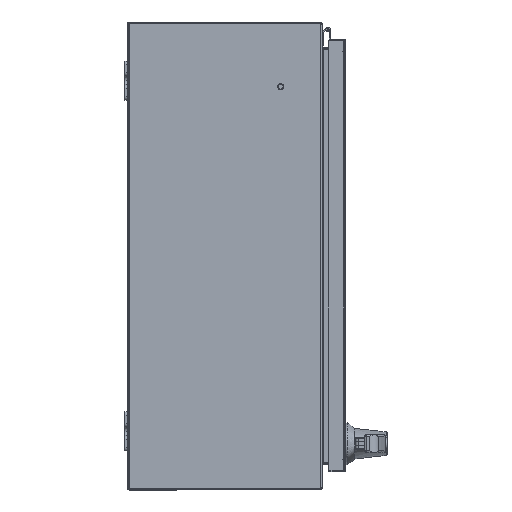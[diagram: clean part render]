
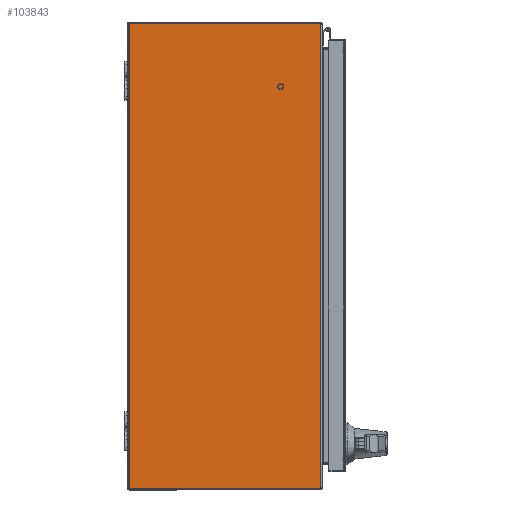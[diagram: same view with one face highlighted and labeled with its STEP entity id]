
A CAD part, front view. The second image highlights one B-rep face of the part: STEP entity #103843.
In plain terms, the highlighted face is planar.
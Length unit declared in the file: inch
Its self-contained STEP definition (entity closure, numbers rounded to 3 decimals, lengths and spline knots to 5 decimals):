
#263 = EDGE_CURVE ( 'NONE', #60835, #74563, #16473, .T. ) ;
#4861 = DIRECTION ( 'NONE',  ( -1., 0., 0. ) ) ;
#5239 = EDGE_CURVE ( 'NONE', #29474, #86825, #61174, .T. ) ;
#15054 = ORIENTED_EDGE ( 'NONE', *, *, #59112, .F. ) ;
#15349 = LINE ( 'NONE', #87721, #106184 ) ;
#16435 = VECTOR ( 'NONE', #92262, 39.37008 ) ;
#16473 = LINE ( 'NONE', #22409, #34331 ) ;
#17452 = CARTESIAN_POINT ( 'NONE',  ( -83.406, 0., -18. ) ) ;
#20267 = ORIENTED_EDGE ( 'NONE', *, *, #5239, .F. ) ;
#22409 = CARTESIAN_POINT ( 'NONE',  ( -83.406, -0.108, -18. ) ) ;
#24677 = LINE ( 'NONE', #39215, #16435 ) ;
#29474 = VERTEX_POINT ( 'NONE', #50514 ) ;
#31019 = CARTESIAN_POINT ( 'NONE',  ( -11.82789, -9.85858, -18. ) ) ;
#34331 = VECTOR ( 'NONE', #4861, 39.37008 ) ;
#35272 = DIRECTION ( 'NONE',  ( 0., 0., 1. ) ) ;
#39215 = CARTESIAN_POINT ( 'NONE',  ( -11.92789, 39.37008, -18. ) ) ;
#39937 = DIRECTION ( 'NONE',  ( -1., 0., 0. ) ) ;
#40968 = PLANE ( 'NONE',  #42425 ) ;
#42425 = AXIS2_PLACEMENT_3D ( 'NONE', #17452, #42869, #52873 ) ;
#42869 = DIRECTION ( 'NONE',  ( 0., 0., 1. ) ) ;
#43057 = CARTESIAN_POINT ( 'NONE',  ( -11.92789, -0.108, -18. ) ) ;
#44479 = CARTESIAN_POINT ( 'NONE',  ( -11.92789, -9.85858, -18. ) ) ;
#46811 = AXIS2_PLACEMENT_3D ( 'NONE', #88703, #35272, #88324 ) ;
#47726 = ORIENTED_EDGE ( 'NONE', *, *, #52044, .F. ) ;
#48240 = CARTESIAN_POINT ( 'NONE',  ( 11.92789, -0.108, -18. ) ) ;
#50514 = CARTESIAN_POINT ( 'NONE',  ( 11.92214, -9.892, -18. ) ) ;
#51165 = ORIENTED_EDGE ( 'NONE', *, *, #94972, .T. ) ;
#51913 = CIRCLE ( 'NONE', #85451, 0.1 ) ;
#52044 = EDGE_CURVE ( 'NONE', #102295, #73924, #51913, .T. ) ;
#52873 = DIRECTION ( 'NONE',  ( 1., 0., 0. ) ) ;
#58433 = DIRECTION ( 'NONE',  ( 0., 0., 1. ) ) ;
#59112 = EDGE_CURVE ( 'NONE', #74563, #102295, #24677, .T. ) ;
#60835 = VERTEX_POINT ( 'NONE', #48240 ) ;
#61174 = CIRCLE ( 'NONE', #46811, 0.1 ) ;
#61818 = EDGE_LOOP ( 'NONE', ( #20267, #91781, #47726, #15054, #75700, #51165 ) ) ;
#73924 = VERTEX_POINT ( 'NONE', #86378 ) ;
#74563 = VERTEX_POINT ( 'NONE', #43057 ) ;
#75700 = ORIENTED_EDGE ( 'NONE', *, *, #263, .F. ) ;
#78527 = DIRECTION ( 'NONE',  ( 1., 0., 0. ) ) ;
#81756 = CARTESIAN_POINT ( 'NONE',  ( 11.92789, 39.37008, -18. ) ) ;
#85451 = AXIS2_PLACEMENT_3D ( 'NONE', #31019, #58433, #39937 ) ;
#85920 = EDGE_CURVE ( 'NONE', #73924, #29474, #15349, .T. ) ;
#86378 = CARTESIAN_POINT ( 'NONE',  ( -11.92214, -9.892, -18. ) ) ;
#86825 = VERTEX_POINT ( 'NONE', #112254 ) ;
#87312 = FACE_OUTER_BOUND ( 'NONE', #61818, .T. ) ;
#87721 = CARTESIAN_POINT ( 'NONE',  ( -83.406, -9.892, -18. ) ) ;
#88324 = DIRECTION ( 'NONE',  ( 1., 0., 0. ) ) ;
#88703 = CARTESIAN_POINT ( 'NONE',  ( 11.82789, -9.85858, -18. ) ) ;
#91781 = ORIENTED_EDGE ( 'NONE', *, *, #85920, .F. ) ;
#92262 = DIRECTION ( 'NONE',  ( 0., -1., 0. ) ) ;
#94972 = EDGE_CURVE ( 'NONE', #60835, #86825, #111138, .T. ) ;
#98695 = DIRECTION ( 'NONE',  ( 0., -1., 0. ) ) ;
#102295 = VERTEX_POINT ( 'NONE', #44479 ) ;
#103843 = ADVANCED_FACE ( 'NONE', ( #87312 ), #40968, .F. ) ;
#106184 = VECTOR ( 'NONE', #78527, 39.37008 ) ;
#108358 = VECTOR ( 'NONE', #98695, 39.37008 ) ;
#111138 = LINE ( 'NONE', #81756, #108358 ) ;
#112254 = CARTESIAN_POINT ( 'NONE',  ( 11.92789, -9.85858, -18. ) ) ;
